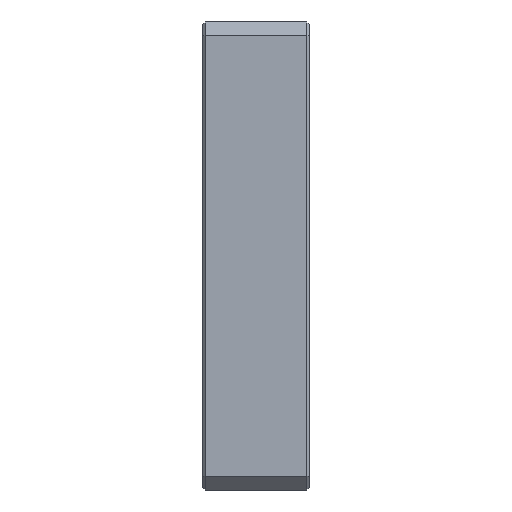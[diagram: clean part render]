
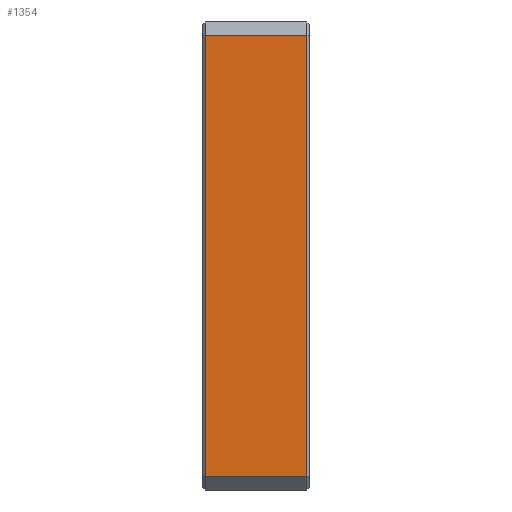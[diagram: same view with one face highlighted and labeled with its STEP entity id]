
A CAD part, left-side view. The second image highlights one B-rep face of the part: STEP entity #1354.
In plain terms, the highlighted planar face has unit normal (-1, 0, 0).
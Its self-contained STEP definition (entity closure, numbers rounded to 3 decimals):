
#82 = EDGE_CURVE ( 'NONE', #1415, #1522, #860, .T. ) ;
#87 = ORIENTED_EDGE ( 'NONE', *, *, #607, .T. ) ;
#104 = ORIENTED_EDGE ( 'NONE', *, *, #821, .T. ) ;
#130 = VECTOR ( 'NONE', #1257, 1000. ) ;
#173 = ORIENTED_EDGE ( 'NONE', *, *, #82, .T. ) ;
#176 = EDGE_CURVE ( 'NONE', #1212, #1415, #1517, .T. ) ;
#188 = DIRECTION ( 'NONE',  ( 0., 1., 0. ) ) ;
#191 = CARTESIAN_POINT ( 'NONE',  ( -25., 8., -16.5 ) ) ;
#210 = CARTESIAN_POINT ( 'NONE',  ( -25., 0.2, -16.5 ) ) ;
#284 = PLANE ( 'NONE',  #908 ) ;
#400 = DIRECTION ( 'NONE',  ( 1., 0., 0. ) ) ;
#419 = CARTESIAN_POINT ( 'NONE',  ( -25., 0.2, 16.5 ) ) ;
#422 = ORIENTED_EDGE ( 'NONE', *, *, #176, .T. ) ;
#607 = EDGE_CURVE ( 'NONE', #1522, #1349, #1015, .T. ) ;
#662 = FACE_OUTER_BOUND ( 'NONE', #952, .T. ) ;
#700 = DIRECTION ( 'NONE',  ( 0., 0., -1. ) ) ;
#728 = CARTESIAN_POINT ( 'NONE',  ( -25., 8., 16.5 ) ) ;
#821 = EDGE_CURVE ( 'NONE', #1349, #1212, #1247, .T. ) ;
#860 = LINE ( 'NONE', #728, #939 ) ;
#908 = AXIS2_PLACEMENT_3D ( 'NONE', #1053, #400, #700 ) ;
#939 = VECTOR ( 'NONE', #188, 1000. ) ;
#942 = VECTOR ( 'NONE', #1696, 1000. ) ;
#952 = EDGE_LOOP ( 'NONE', ( #104, #422, #173, #87 ) ) ;
#1015 = LINE ( 'NONE', #1549, #942 ) ;
#1053 = CARTESIAN_POINT ( 'NONE',  ( -25., 8., 17.5 ) ) ;
#1079 = CARTESIAN_POINT ( 'NONE',  ( -25., 7.8, -16.5 ) ) ;
#1212 = VERTEX_POINT ( 'NONE', #210 ) ;
#1247 = LINE ( 'NONE', #191, #1606 ) ;
#1257 = DIRECTION ( 'NONE',  ( 0., 0., 1. ) ) ;
#1266 = CARTESIAN_POINT ( 'NONE',  ( -25., 7.8, 16.5 ) ) ;
#1349 = VERTEX_POINT ( 'NONE', #1079 ) ;
#1354 = ADVANCED_FACE ( 'NONE', ( #662 ), #284, .F. ) ;
#1393 = CARTESIAN_POINT ( 'NONE',  ( -25., 0.2, 17.5 ) ) ;
#1415 = VERTEX_POINT ( 'NONE', #419 ) ;
#1517 = LINE ( 'NONE', #1393, #130 ) ;
#1522 = VERTEX_POINT ( 'NONE', #1266 ) ;
#1549 = CARTESIAN_POINT ( 'NONE',  ( -25., 7.8, -16.5 ) ) ;
#1606 = VECTOR ( 'NONE', #1634, 1000. ) ;
#1634 = DIRECTION ( 'NONE',  ( 0., -1., 0. ) ) ;
#1696 = DIRECTION ( 'NONE',  ( 0., 0., -1. ) ) ;
